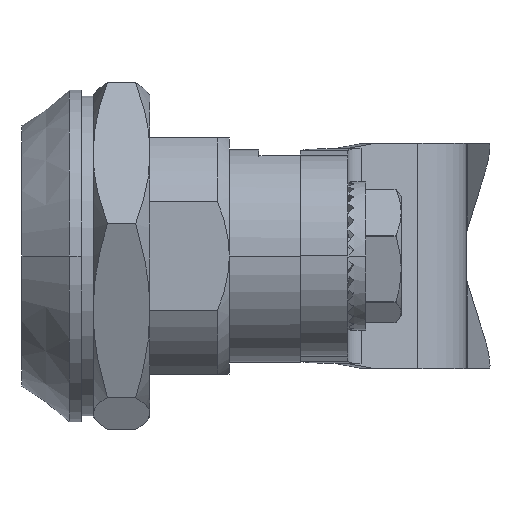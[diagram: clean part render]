
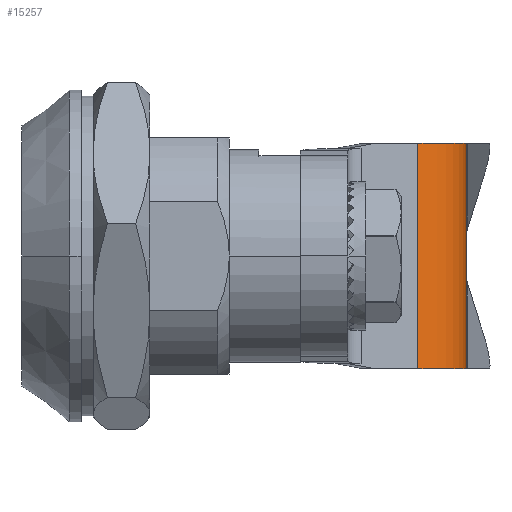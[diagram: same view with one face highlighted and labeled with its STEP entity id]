
A CAD part, left-side view. The second image highlights one B-rep face of the part: STEP entity #15257.
In plain terms, the highlighted cylindrical face has radius 5.5 mm (diameter 11 mm), a partial arc.
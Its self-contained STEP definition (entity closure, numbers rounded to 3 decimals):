
#316 = CYLINDRICAL_SURFACE ( 'NONE', #12137, 5.5 ) ;
#2009 = DIRECTION ( 'NONE',  ( 0., 1., 0.027 ) ) ;
#2045 = EDGE_CURVE ( 'NONE', #6693, #15182, #11093, .T. ) ;
#2261 = ORIENTED_EDGE ( 'NONE', *, *, #16533, .F. ) ;
#3082 = DIRECTION ( 'NONE',  ( 1., 0., -0.011 ) ) ;
#3165 = DIRECTION ( 'NONE',  ( 0.011, -0.027, 1. ) ) ;
#3952 = VECTOR ( 'NONE', #9732, 1000. ) ;
#4167 = CARTESIAN_POINT ( 'NONE',  ( 73.682, 58.973, -17.673 ) ) ;
#4505 = LINE ( 'NONE', #9643, #3952 ) ;
#4660 = CARTESIAN_POINT ( 'NONE',  ( 54.683, 58.97, -17.464 ) ) ;
#4855 = VERTEX_POINT ( 'NONE', #16584 ) ;
#5422 = ORIENTED_EDGE ( 'NONE', *, *, #11566, .F. ) ;
#5727 = VECTOR ( 'NONE', #8201, 1000. ) ;
#5732 = CARTESIAN_POINT ( 'NONE',  ( 64.183, 58.971, -17.569 ) ) ;
#6391 = CARTESIAN_POINT ( 'NONE',  ( 73.742, 58.826, -12.175 ) ) ;
#6693 = VERTEX_POINT ( 'NONE', #12812 ) ;
#6766 = AXIS2_PLACEMENT_3D ( 'NONE', #4660, #11479, #2009 ) ;
#7432 = DIRECTION ( 'NONE',  ( 1., 0., -0.011 ) ) ;
#8036 = EDGE_CURVE ( 'NONE', #4855, #15588, #4505, .T. ) ;
#8201 = DIRECTION ( 'NONE',  ( -1., 0., 0.011 ) ) ;
#9193 = CIRCLE ( 'NONE', #9465, 5.5 ) ;
#9465 = AXIS2_PLACEMENT_3D ( 'NONE', #4167, #7432, #15137 ) ;
#9643 = CARTESIAN_POINT ( 'NONE',  ( 73.742, 58.826, -12.175 ) ) ;
#9732 = DIRECTION ( 'NONE',  ( 1., 0., -0.011 ) ) ;
#10403 = CIRCLE ( 'NONE', #6766, 5.5 ) ;
#10834 = CARTESIAN_POINT ( 'NONE',  ( 54.7, 64.243, -15.9 ) ) ;
#11093 = LINE ( 'NONE', #10834, #5727 ) ;
#11479 = DIRECTION ( 'NONE',  ( -1., 0., 0.011 ) ) ;
#11566 = EDGE_CURVE ( 'NONE', #6693, #15588, #9193, .T. ) ;
#11801 = EDGE_LOOP ( 'NONE', ( #5422, #14925, #2261, #17379 ) ) ;
#12137 = AXIS2_PLACEMENT_3D ( 'NONE', #5732, #3082, #3165 ) ;
#12485 = FACE_OUTER_BOUND ( 'NONE', #11801, .T. ) ;
#12812 = CARTESIAN_POINT ( 'NONE',  ( 73.698, 64.245, -16.108 ) ) ;
#13986 = CARTESIAN_POINT ( 'NONE',  ( 54.7, 64.243, -15.9 ) ) ;
#14925 = ORIENTED_EDGE ( 'NONE', *, *, #2045, .T. ) ;
#15137 = DIRECTION ( 'NONE',  ( 0., -1., -0.027 ) ) ;
#15182 = VERTEX_POINT ( 'NONE', #13986 ) ;
#15257 = ADVANCED_FACE ( 'NONE', ( #12485 ), #316, .T. ) ;
#15588 = VERTEX_POINT ( 'NONE', #6391 ) ;
#16533 = EDGE_CURVE ( 'NONE', #4855, #15182, #10403, .T. ) ;
#16584 = CARTESIAN_POINT ( 'NONE',  ( 54.744, 58.823, -11.967 ) ) ;
#17379 = ORIENTED_EDGE ( 'NONE', *, *, #8036, .T. ) ;
